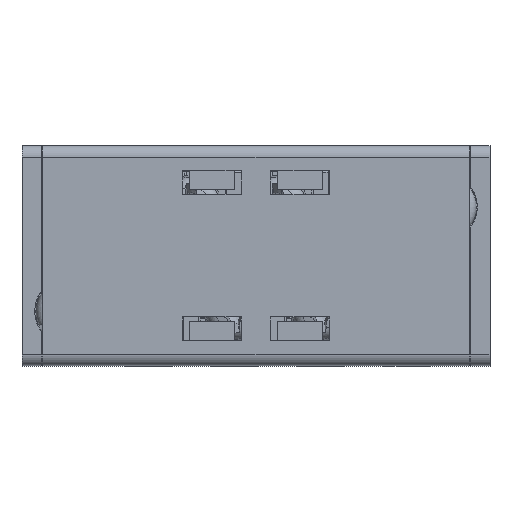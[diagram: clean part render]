
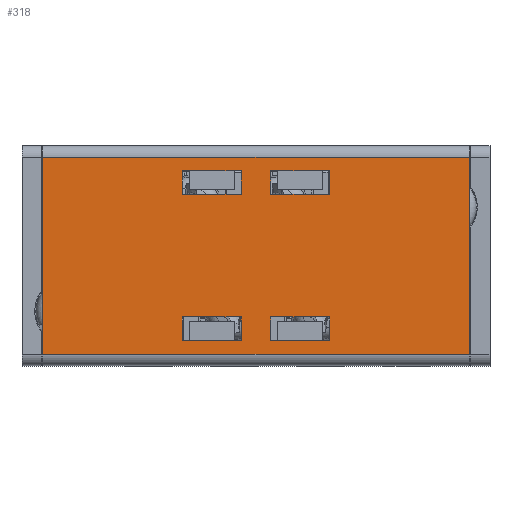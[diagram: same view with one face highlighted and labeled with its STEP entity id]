
A CAD part, top view. The second image highlights one B-rep face of the part: STEP entity #318.
In plain terms, the highlighted planar face has unit normal (0, 0, 1).
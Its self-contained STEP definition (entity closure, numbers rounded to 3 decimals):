
#318 = ADVANCED_FACE( '', ( #2391, #2392, #2393, #2394, #2395 ), #2396, .T. );
#2391 = FACE_BOUND( '', #6804, .T. );
#2392 = FACE_BOUND( '', #6805, .T. );
#2393 = FACE_BOUND( '', #6806, .T. );
#2394 = FACE_BOUND( '', #6807, .T. );
#2395 = FACE_OUTER_BOUND( '', #6808, .T. );
#2396 = PLANE( '', #6809 );
#6804 = EDGE_LOOP( '', ( #15095, #15096, #15097, #15098 ) );
#6805 = EDGE_LOOP( '', ( #15099, #15100, #15101, #15102 ) );
#6806 = EDGE_LOOP( '', ( #15103, #15104, #15105, #15106 ) );
#6807 = EDGE_LOOP( '', ( #15107, #15108, #15109, #15110 ) );
#6808 = EDGE_LOOP( '', ( #15111, #15112, #15113, #15114 ) );
#6809 = AXIS2_PLACEMENT_3D( '', #15115, #15116, #15117 );
#15095 = ORIENTED_EDGE( '', *, *, #28884, .T. );
#15096 = ORIENTED_EDGE( '', *, *, #28885, .T. );
#15097 = ORIENTED_EDGE( '', *, *, #28886, .T. );
#15098 = ORIENTED_EDGE( '', *, *, #27867, .T. );
#15099 = ORIENTED_EDGE( '', *, *, #28658, .T. );
#15100 = ORIENTED_EDGE( '', *, *, #28887, .T. );
#15101 = ORIENTED_EDGE( '', *, *, #28888, .T. );
#15102 = ORIENTED_EDGE( '', *, *, #28889, .T. );
#15103 = ORIENTED_EDGE( '', *, *, #28815, .T. );
#15104 = ORIENTED_EDGE( '', *, *, #28812, .T. );
#15105 = ORIENTED_EDGE( '', *, *, #28814, .T. );
#15106 = ORIENTED_EDGE( '', *, *, #27863, .T. );
#15107 = ORIENTED_EDGE( '', *, *, #28662, .T. );
#15108 = ORIENTED_EDGE( '', *, *, #28855, .T. );
#15109 = ORIENTED_EDGE( '', *, *, #28857, .T. );
#15110 = ORIENTED_EDGE( '', *, *, #28858, .T. );
#15111 = ORIENTED_EDGE( '', *, *, #28883, .T. );
#15112 = ORIENTED_EDGE( '', *, *, #28880, .F. );
#15113 = ORIENTED_EDGE( '', *, *, #28890, .F. );
#15114 = ORIENTED_EDGE( '', *, *, #28873, .F. );
#15115 = CARTESIAN_POINT( '', ( 3.81, 1., 22.55 ) );
#15116 = DIRECTION( '', ( 0., 0., 1. ) );
#15117 = DIRECTION( '', ( 1., 0., 0. ) );
#27863 = EDGE_CURVE( '', #32939, #32937, #32940, .T. );
#27867 = EDGE_CURVE( '', #32947, #32945, #32948, .T. );
#28658 = EDGE_CURVE( '', #34303, #34301, #34304, .T. );
#28662 = EDGE_CURVE( '', #34311, #34309, #34312, .T. );
#28812 = EDGE_CURVE( '', #34590, #34588, #34591, .T. );
#28814 = EDGE_CURVE( '', #34588, #32939, #34593, .T. );
#28815 = EDGE_CURVE( '', #32937, #34590, #34594, .T. );
#28855 = EDGE_CURVE( '', #34309, #34658, #34660, .T. );
#28857 = EDGE_CURVE( '', #34658, #34661, #34663, .T. );
#28858 = EDGE_CURVE( '', #34661, #34311, #34664, .T. );
#28873 = EDGE_CURVE( '', #34682, #34684, #34685, .T. );
#28880 = EDGE_CURVE( '', #34695, #34697, #34698, .T. );
#28883 = EDGE_CURVE( '', #34682, #34697, #34701, .T. );
#28884 = EDGE_CURVE( '', #32945, #34702, #34703, .T. );
#28885 = EDGE_CURVE( '', #34702, #34704, #34705, .T. );
#28886 = EDGE_CURVE( '', #34704, #32947, #34706, .T. );
#28887 = EDGE_CURVE( '', #34301, #34707, #34708, .T. );
#28888 = EDGE_CURVE( '', #34707, #34709, #34710, .T. );
#28889 = EDGE_CURVE( '', #34709, #34303, #34711, .T. );
#28890 = EDGE_CURVE( '', #34684, #34695, #34712, .T. );
#32937 = VERTEX_POINT( '', #41360 );
#32939 = VERTEX_POINT( '', #41363 );
#32940 = LINE( '', #41364, #41365 );
#32945 = VERTEX_POINT( '', #41372 );
#32947 = VERTEX_POINT( '', #41375 );
#32948 = LINE( '', #41376, #41377 );
#34301 = VERTEX_POINT( '', #44474 );
#34303 = VERTEX_POINT( '', #44477 );
#34304 = LINE( '', #44478, #44479 );
#34309 = VERTEX_POINT( '', #44486 );
#34311 = VERTEX_POINT( '', #44489 );
#34312 = LINE( '', #44490, #44491 );
#34588 = VERTEX_POINT( '', #44912 );
#34590 = VERTEX_POINT( '', #44915 );
#34591 = LINE( '', #44916, #44917 );
#34593 = LINE( '', #44920, #44921 );
#34594 = LINE( '', #44922, #44923 );
#34658 = VERTEX_POINT( '', #45012 );
#34660 = LINE( '', #45015, #45016 );
#34661 = VERTEX_POINT( '', #45017 );
#34663 = LINE( '', #45020, #45021 );
#34664 = LINE( '', #45022, #45023 );
#34682 = VERTEX_POINT( '', #45054 );
#34684 = VERTEX_POINT( '', #45056 );
#34685 = LINE( '', #45057, #45058 );
#34695 = VERTEX_POINT( '', #45070 );
#34697 = VERTEX_POINT( '', #45072 );
#34698 = LINE( '', #45073, #45074 );
#34701 = LINE( '', #45078, #45079 );
#34702 = VERTEX_POINT( '', #45080 );
#34703 = LINE( '', #45081, #45082 );
#34704 = VERTEX_POINT( '', #45083 );
#34705 = LINE( '', #45084, #45085 );
#34706 = LINE( '', #45086, #45087 );
#34707 = VERTEX_POINT( '', #45088 );
#34708 = LINE( '', #45089, #45090 );
#34709 = VERTEX_POINT( '', #45091 );
#34710 = LINE( '', #45092, #45093 );
#34711 = LINE( '', #45094, #45095 );
#34712 = LINE( '', #45096, #45097 );
#41360 = CARTESIAN_POINT( '', ( 6.84, 2.2, 22.55 ) );
#41363 = CARTESIAN_POINT( '', ( 12.04, 2.2, 22.55 ) );
#41364 = CARTESIAN_POINT( '', ( 6.84, 2.2, 22.55 ) );
#41365 = VECTOR( '', #58841, 1000. );
#41372 = CARTESIAN_POINT( '', ( 14.63, 2.2, 22.55 ) );
#41375 = CARTESIAN_POINT( '', ( 19.83, 2.2, 22.55 ) );
#41376 = CARTESIAN_POINT( '', ( 14.63, 2.2, 22.55 ) );
#41377 = VECTOR( '', #58845, 1000. );
#44474 = CARTESIAN_POINT( '', ( 19.83, 17.2, 22.55 ) );
#44477 = CARTESIAN_POINT( '', ( 14.63, 17.2, 22.55 ) );
#44478 = CARTESIAN_POINT( '', ( 19.83, 17.2, 22.55 ) );
#44479 = VECTOR( '', #59829, 1000. );
#44486 = CARTESIAN_POINT( '', ( 12.04, 17.2, 22.55 ) );
#44489 = CARTESIAN_POINT( '', ( 6.84, 17.2, 22.55 ) );
#44490 = CARTESIAN_POINT( '', ( 12.04, 17.2, 22.55 ) );
#44491 = VECTOR( '', #59833, 1000. );
#44912 = CARTESIAN_POINT( '', ( 12.04, 4.3, 22.55 ) );
#44915 = CARTESIAN_POINT( '', ( 6.84, 4.3, 22.55 ) );
#44916 = CARTESIAN_POINT( '', ( 12.04, 4.3, 22.55 ) );
#44917 = VECTOR( '', #59989, 1000. );
#44920 = CARTESIAN_POINT( '', ( 12.04, 2.2, 22.55 ) );
#44921 = VECTOR( '', #59991, 1000. );
#44922 = CARTESIAN_POINT( '', ( 6.84, 4.3, 22.55 ) );
#44923 = VECTOR( '', #59992, 1000. );
#45012 = CARTESIAN_POINT( '', ( 12.04, 15.1, 22.55 ) );
#45015 = CARTESIAN_POINT( '', ( 12.04, 17.2, 22.55 ) );
#45016 = VECTOR( '', #60058, 1000. );
#45017 = CARTESIAN_POINT( '', ( 6.84, 15.1, 22.55 ) );
#45020 = CARTESIAN_POINT( '', ( 6.84, 15.1, 22.55 ) );
#45021 = VECTOR( '', #60060, 1000. );
#45022 = CARTESIAN_POINT( '', ( 6.84, 17.2, 22.55 ) );
#45023 = VECTOR( '', #60061, 1000. );
#45054 = CARTESIAN_POINT( '', ( 32.13, 18.4, 22.55 ) );
#45056 = CARTESIAN_POINT( '', ( 32.13, 1., 22.55 ) );
#45057 = CARTESIAN_POINT( '', ( 32.13, 18.4, 22.55 ) );
#45058 = VECTOR( '', #60078, 1000. );
#45070 = CARTESIAN_POINT( '', ( -5.45, 1., 22.55 ) );
#45072 = CARTESIAN_POINT( '', ( -5.45, 18.4, 22.55 ) );
#45073 = CARTESIAN_POINT( '', ( -5.45, 1., 22.55 ) );
#45074 = VECTOR( '', #60093, 1000. );
#45078 = CARTESIAN_POINT( '', ( 3.81, 18.4, 22.55 ) );
#45079 = VECTOR( '', #60098, 1000. );
#45080 = CARTESIAN_POINT( '', ( 14.63, 4.3, 22.55 ) );
#45081 = CARTESIAN_POINT( '', ( 14.63, 4.3, 22.55 ) );
#45082 = VECTOR( '', #60099, 1000. );
#45083 = CARTESIAN_POINT( '', ( 19.83, 4.3, 22.55 ) );
#45084 = CARTESIAN_POINT( '', ( 19.83, 4.3, 22.55 ) );
#45085 = VECTOR( '', #60100, 1000. );
#45086 = CARTESIAN_POINT( '', ( 19.83, 2.2, 22.55 ) );
#45087 = VECTOR( '', #60101, 1000. );
#45088 = CARTESIAN_POINT( '', ( 19.83, 15.1, 22.55 ) );
#45089 = CARTESIAN_POINT( '', ( 19.83, 17.2, 22.55 ) );
#45090 = VECTOR( '', #60102, 1000. );
#45091 = CARTESIAN_POINT( '', ( 14.63, 15.1, 22.55 ) );
#45092 = CARTESIAN_POINT( '', ( 14.63, 15.1, 22.55 ) );
#45093 = VECTOR( '', #60103, 1000. );
#45094 = CARTESIAN_POINT( '', ( 14.63, 17.2, 22.55 ) );
#45095 = VECTOR( '', #60104, 1000. );
#45096 = CARTESIAN_POINT( '', ( 3.81, 1., 22.55 ) );
#45097 = VECTOR( '', #60105, 1000. );
#58841 = DIRECTION( '', ( -1., 0., 0. ) );
#58845 = DIRECTION( '', ( -1., 0., 0. ) );
#59829 = DIRECTION( '', ( 1., 0., 0. ) );
#59833 = DIRECTION( '', ( 1., 0., 0. ) );
#59989 = DIRECTION( '', ( 1., 0., 0. ) );
#59991 = DIRECTION( '', ( 0., -1., 0. ) );
#59992 = DIRECTION( '', ( 0., 1., 0. ) );
#60058 = DIRECTION( '', ( 0., -1., 0. ) );
#60060 = DIRECTION( '', ( -1., 0., 0. ) );
#60061 = DIRECTION( '', ( 0., 1., 0. ) );
#60078 = DIRECTION( '', ( 0., -1., 0. ) );
#60093 = DIRECTION( '', ( 0., 1., 0. ) );
#60098 = DIRECTION( '', ( -1., 0., 0. ) );
#60099 = DIRECTION( '', ( 0., 1., 0. ) );
#60100 = DIRECTION( '', ( 1., 0., 0. ) );
#60101 = DIRECTION( '', ( 0., -1., 0. ) );
#60102 = DIRECTION( '', ( 0., -1., 0. ) );
#60103 = DIRECTION( '', ( -1., 0., 0. ) );
#60104 = DIRECTION( '', ( 0., 1., 0. ) );
#60105 = DIRECTION( '', ( -1., 0., 0. ) );
